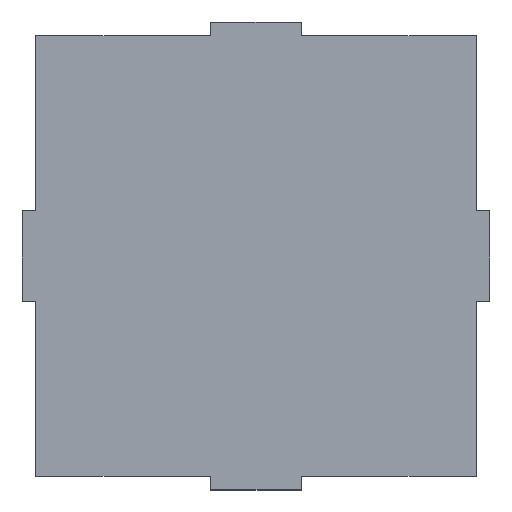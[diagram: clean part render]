
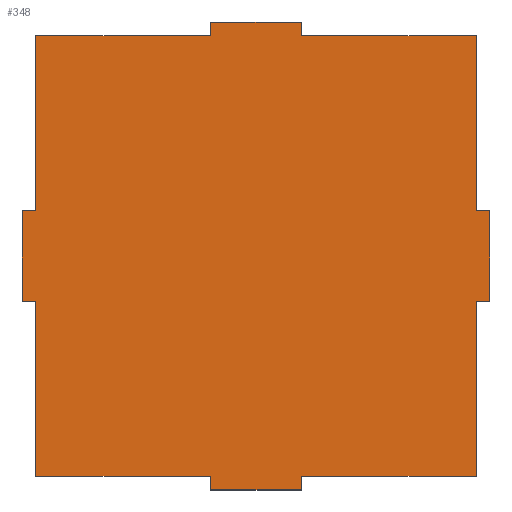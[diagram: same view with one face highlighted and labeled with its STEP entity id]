
A CAD part, top view. The second image highlights one B-rep face of the part: STEP entity #348.
In plain terms, the highlighted planar face has unit normal (0, 0, 1).
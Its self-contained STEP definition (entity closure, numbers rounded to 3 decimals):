
#4 = EDGE_CURVE ( 'NONE', #344, #434, #206, .T. ) ;
#13 = DIRECTION ( 'NONE',  ( 1., 0., 0. ) ) ;
#16 = VERTEX_POINT ( 'NONE', #487 ) ;
#19 = VERTEX_POINT ( 'NONE', #497 ) ;
#21 = LINE ( 'NONE', #625, #93 ) ;
#26 = CARTESIAN_POINT ( 'NONE',  ( 40.328, 0., 2. ) ) ;
#37 = DIRECTION ( 'NONE',  ( 0., 0., 1. ) ) ;
#45 = DIRECTION ( 'NONE',  ( 0., 1., 0. ) ) ;
#48 = VECTOR ( 'NONE', #480, 1000. ) ;
#57 = DIRECTION ( 'NONE',  ( 0., -1., 0. ) ) ;
#60 = VECTOR ( 'NONE', #297, 1000. ) ;
#66 = CARTESIAN_POINT ( 'NONE',  ( 0., 101.844, 2. ) ) ;
#71 = VERTEX_POINT ( 'NONE', #568 ) ;
#74 = ORIENTED_EDGE ( 'NONE', *, *, #491, .F. ) ;
#76 = EDGE_CURVE ( 'NONE', #344, #155, #213, .T. ) ;
#88 = VERTEX_POINT ( 'NONE', #320 ) ;
#93 = VECTOR ( 'NONE', #672, 1000. ) ;
#96 = VECTOR ( 'NONE', #592, 1000. ) ;
#97 = ORIENTED_EDGE ( 'NONE', *, *, #481, .T. ) ;
#98 = CARTESIAN_POINT ( 'NONE',  ( 0., 0., 2. ) ) ;
#106 = CARTESIAN_POINT ( 'NONE',  ( 60.328, 0., 2. ) ) ;
#108 = VECTOR ( 'NONE', #13, 1000. ) ;
#119 = CARTESIAN_POINT ( 'NONE',  ( 60.328, 98.844, 2. ) ) ;
#121 = CARTESIAN_POINT ( 'NONE',  ( 98.828, 1.844, 2. ) ) ;
#123 = LINE ( 'NONE', #66, #429 ) ;
#127 = VERTEX_POINT ( 'NONE', #313 ) ;
#131 = EDGE_CURVE ( 'NONE', #225, #566, #499, .T. ) ;
#132 = ORIENTED_EDGE ( 'NONE', *, *, #180, .F. ) ;
#137 = DIRECTION ( 'NONE',  ( 0., -1., 0. ) ) ;
#138 = CARTESIAN_POINT ( 'NONE',  ( 98.828, 60.344, 2. ) ) ;
#140 = ORIENTED_EDGE ( 'NONE', *, *, #315, .T. ) ;
#142 = CARTESIAN_POINT ( 'NONE',  ( 0., 40.344, 2. ) ) ;
#144 = EDGE_CURVE ( 'NONE', #19, #296, #665, .T. ) ;
#154 = VECTOR ( 'NONE', #710, 1000. ) ;
#155 = VERTEX_POINT ( 'NONE', #438 ) ;
#169 = ORIENTED_EDGE ( 'NONE', *, *, #382, .F. ) ;
#176 = LINE ( 'NONE', #354, #60 ) ;
#180 = EDGE_CURVE ( 'NONE', #205, #71, #21, .T. ) ;
#190 = LINE ( 'NONE', #496, #456 ) ;
#202 = CARTESIAN_POINT ( 'NONE',  ( 60.328, 0., 2. ) ) ;
#204 = VECTOR ( 'NONE', #57, 1000. ) ;
#205 = VERTEX_POINT ( 'NONE', #138 ) ;
#206 = LINE ( 'NONE', #616, #108 ) ;
#213 = LINE ( 'NONE', #573, #325 ) ;
#218 = VECTOR ( 'NONE', #343, 1000. ) ;
#219 = CARTESIAN_POINT ( 'NONE',  ( 60.328, -1.156, 2. ) ) ;
#225 = VERTEX_POINT ( 'NONE', #637 ) ;
#231 = CARTESIAN_POINT ( 'NONE',  ( -1.172, 60.344, 2. ) ) ;
#236 = CARTESIAN_POINT ( 'NONE',  ( 98.828, 1.844, 2. ) ) ;
#243 = EDGE_CURVE ( 'NONE', #88, #127, #288, .T. ) ;
#249 = VERTEX_POINT ( 'NONE', #231 ) ;
#256 = LINE ( 'NONE', #722, #648 ) ;
#258 = VERTEX_POINT ( 'NONE', #528 ) ;
#268 = DIRECTION ( 'NONE',  ( 0., -1., 0. ) ) ;
#277 = VERTEX_POINT ( 'NONE', #633 ) ;
#278 = VECTOR ( 'NONE', #268, 1000. ) ;
#287 = LINE ( 'NONE', #526, #540 ) ;
#288 = LINE ( 'NONE', #458, #218 ) ;
#289 = LINE ( 'NONE', #646, #154 ) ;
#296 = VERTEX_POINT ( 'NONE', #577 ) ;
#297 = DIRECTION ( 'NONE',  ( 1., 0., 0. ) ) ;
#301 = DIRECTION ( 'NONE',  ( 0., -1., 0. ) ) ;
#306 = DIRECTION ( 'NONE',  ( 1., 0., 0. ) ) ;
#308 = VECTOR ( 'NONE', #443, 1000. ) ;
#312 = CARTESIAN_POINT ( 'NONE',  ( 101.828, 40.344, 2. ) ) ;
#313 = CARTESIAN_POINT ( 'NONE',  ( 1.828, 1.844, 2. ) ) ;
#315 = EDGE_CURVE ( 'NONE', #359, #610, #525, .T. ) ;
#320 = CARTESIAN_POINT ( 'NONE',  ( 1.828, 40.344, 2. ) ) ;
#321 = ORIENTED_EDGE ( 'NONE', *, *, #144, .T. ) ;
#325 = VECTOR ( 'NONE', #494, 1000. ) ;
#326 = VECTOR ( 'NONE', #655, 1000. ) ;
#328 = DIRECTION ( 'NONE',  ( -1., 0., 0. ) ) ;
#341 = ORIENTED_EDGE ( 'NONE', *, *, #681, .T. ) ;
#343 = DIRECTION ( 'NONE',  ( 0., -1., 0. ) ) ;
#344 = VERTEX_POINT ( 'NONE', #560 ) ;
#348 = ADVANCED_FACE ( 'NONE', ( #373 ), #671, .T. ) ;
#352 = DIRECTION ( 'NONE',  ( 0., -1., 0. ) ) ;
#353 = ORIENTED_EDGE ( 'NONE', *, *, #638, .F. ) ;
#354 = CARTESIAN_POINT ( 'NONE',  ( 1.828, 98.844, 2. ) ) ;
#357 = LINE ( 'NONE', #236, #48 ) ;
#359 = VERTEX_POINT ( 'NONE', #445 ) ;
#366 = LINE ( 'NONE', #142, #591 ) ;
#373 = FACE_OUTER_BOUND ( 'NONE', #666, .T. ) ;
#377 = DIRECTION ( 'NONE',  ( 1., 0., 0. ) ) ;
#382 = EDGE_CURVE ( 'NONE', #88, #277, #366, .T. ) ;
#391 = LINE ( 'NONE', #468, #759 ) ;
#399 = AXIS2_PLACEMENT_3D ( 'NONE', #98, #37, #377 ) ;
#403 = EDGE_CURVE ( 'NONE', #71, #434, #256, .T. ) ;
#406 = CARTESIAN_POINT ( 'NONE',  ( 40.328, 0., 2. ) ) ;
#427 = ORIENTED_EDGE ( 'NONE', *, *, #76, .F. ) ;
#429 = VECTOR ( 'NONE', #763, 1000. ) ;
#434 = VERTEX_POINT ( 'NONE', #312 ) ;
#438 = CARTESIAN_POINT ( 'NONE',  ( 98.828, 1.844, 2. ) ) ;
#443 = DIRECTION ( 'NONE',  ( 0., -1., 0. ) ) ;
#445 = CARTESIAN_POINT ( 'NONE',  ( 1.828, 98.844, 2. ) ) ;
#448 = VERTEX_POINT ( 'NONE', #457 ) ;
#456 = VECTOR ( 'NONE', #306, 1000. ) ;
#457 = CARTESIAN_POINT ( 'NONE',  ( 98.828, 98.844, 2. ) ) ;
#458 = CARTESIAN_POINT ( 'NONE',  ( 1.828, 98.844, 2. ) ) ;
#459 = VERTEX_POINT ( 'NONE', #749 ) ;
#468 = CARTESIAN_POINT ( 'NONE',  ( 0., -1.156, 2. ) ) ;
#473 = LINE ( 'NONE', #406, #96 ) ;
#477 = VECTOR ( 'NONE', #352, 1000. ) ;
#480 = DIRECTION ( 'NONE',  ( -1., 0., 0. ) ) ;
#481 = EDGE_CURVE ( 'NONE', #508, #16, #756, .T. ) ;
#483 = LINE ( 'NONE', #121, #326 ) ;
#487 = CARTESIAN_POINT ( 'NONE',  ( 60.328, 1.844, 2. ) ) ;
#491 = EDGE_CURVE ( 'NONE', #508, #459, #391, .T. ) ;
#493 = ORIENTED_EDGE ( 'NONE', *, *, #597, .F. ) ;
#494 = DIRECTION ( 'NONE',  ( 0., -1., 0. ) ) ;
#496 = CARTESIAN_POINT ( 'NONE',  ( 1.828, 98.844, 2. ) ) ;
#497 = CARTESIAN_POINT ( 'NONE',  ( 40.328, 101.844, 2. ) ) ;
#499 = LINE ( 'NONE', #202, #308 ) ;
#508 = VERTEX_POINT ( 'NONE', #219 ) ;
#516 = VECTOR ( 'NONE', #45, 1000. ) ;
#517 = ORIENTED_EDGE ( 'NONE', *, *, #761, .F. ) ;
#525 = LINE ( 'NONE', #754, #204 ) ;
#526 = CARTESIAN_POINT ( 'NONE',  ( 98.828, 98.844, 2. ) ) ;
#528 = CARTESIAN_POINT ( 'NONE',  ( 40.328, 1.844, 2. ) ) ;
#535 = ORIENTED_EDGE ( 'NONE', *, *, #585, .F. ) ;
#540 = VECTOR ( 'NONE', #301, 1000. ) ;
#545 = EDGE_CURVE ( 'NONE', #448, #205, #287, .T. ) ;
#560 = CARTESIAN_POINT ( 'NONE',  ( 98.828, 40.344, 2. ) ) ;
#566 = VERTEX_POINT ( 'NONE', #119 ) ;
#568 = CARTESIAN_POINT ( 'NONE',  ( 101.828, 60.344, 2. ) ) ;
#570 = ORIENTED_EDGE ( 'NONE', *, *, #131, .F. ) ;
#573 = CARTESIAN_POINT ( 'NONE',  ( 98.828, 98.844, 2. ) ) ;
#577 = CARTESIAN_POINT ( 'NONE',  ( 40.328, 98.844, 2. ) ) ;
#585 = EDGE_CURVE ( 'NONE', #258, #127, #483, .T. ) ;
#591 = VECTOR ( 'NONE', #328, 1000. ) ;
#592 = DIRECTION ( 'NONE',  ( 0., 1., 0. ) ) ;
#597 = EDGE_CURVE ( 'NONE', #155, #16, #357, .T. ) ;
#604 = EDGE_CURVE ( 'NONE', #225, #19, #123, .T. ) ;
#608 = ORIENTED_EDGE ( 'NONE', *, *, #243, .T. ) ;
#610 = VERTEX_POINT ( 'NONE', #760 ) ;
#614 = ORIENTED_EDGE ( 'NONE', *, *, #604, .T. ) ;
#616 = CARTESIAN_POINT ( 'NONE',  ( 0., 40.344, 2. ) ) ;
#620 = EDGE_CURVE ( 'NONE', #459, #258, #473, .T. ) ;
#625 = CARTESIAN_POINT ( 'NONE',  ( 0., 60.344, 2. ) ) ;
#632 = DIRECTION ( 'NONE',  ( -1., 0., 0. ) ) ;
#633 = CARTESIAN_POINT ( 'NONE',  ( -1.172, 40.344, 2. ) ) ;
#637 = CARTESIAN_POINT ( 'NONE',  ( 60.328, 101.844, 2. ) ) ;
#638 = EDGE_CURVE ( 'NONE', #566, #448, #176, .T. ) ;
#643 = LINE ( 'NONE', #765, #477 ) ;
#646 = CARTESIAN_POINT ( 'NONE',  ( 0., 60.344, 2. ) ) ;
#648 = VECTOR ( 'NONE', #137, 1000. ) ;
#654 = ORIENTED_EDGE ( 'NONE', *, *, #403, .F. ) ;
#655 = DIRECTION ( 'NONE',  ( -1., 0., 0. ) ) ;
#665 = LINE ( 'NONE', #26, #278 ) ;
#666 = EDGE_LOOP ( 'NONE', ( #614, #321, #517, #140, #751, #341, #169, #608, #535, #687, #74, #97, #493, #427, #702, #654, #132, #673, #353, #570 ) ) ;
#671 = PLANE ( 'NONE',  #399 ) ;
#672 = DIRECTION ( 'NONE',  ( 1., 0., 0. ) ) ;
#673 = ORIENTED_EDGE ( 'NONE', *, *, #545, .F. ) ;
#681 = EDGE_CURVE ( 'NONE', #249, #277, #643, .T. ) ;
#687 = ORIENTED_EDGE ( 'NONE', *, *, #620, .F. ) ;
#702 = ORIENTED_EDGE ( 'NONE', *, *, #4, .T. ) ;
#710 = DIRECTION ( 'NONE',  ( -1., 0., 0. ) ) ;
#711 = EDGE_CURVE ( 'NONE', #610, #249, #289, .T. ) ;
#722 = CARTESIAN_POINT ( 'NONE',  ( 101.828, 0., 2. ) ) ;
#749 = CARTESIAN_POINT ( 'NONE',  ( 40.328, -1.156, 2. ) ) ;
#751 = ORIENTED_EDGE ( 'NONE', *, *, #711, .T. ) ;
#754 = CARTESIAN_POINT ( 'NONE',  ( 1.828, 98.844, 2. ) ) ;
#756 = LINE ( 'NONE', #106, #516 ) ;
#759 = VECTOR ( 'NONE', #632, 1000. ) ;
#760 = CARTESIAN_POINT ( 'NONE',  ( 1.828, 60.344, 2. ) ) ;
#761 = EDGE_CURVE ( 'NONE', #359, #296, #190, .T. ) ;
#763 = DIRECTION ( 'NONE',  ( -1., 0., 0. ) ) ;
#765 = CARTESIAN_POINT ( 'NONE',  ( -1.172, 0., 2. ) ) ;
